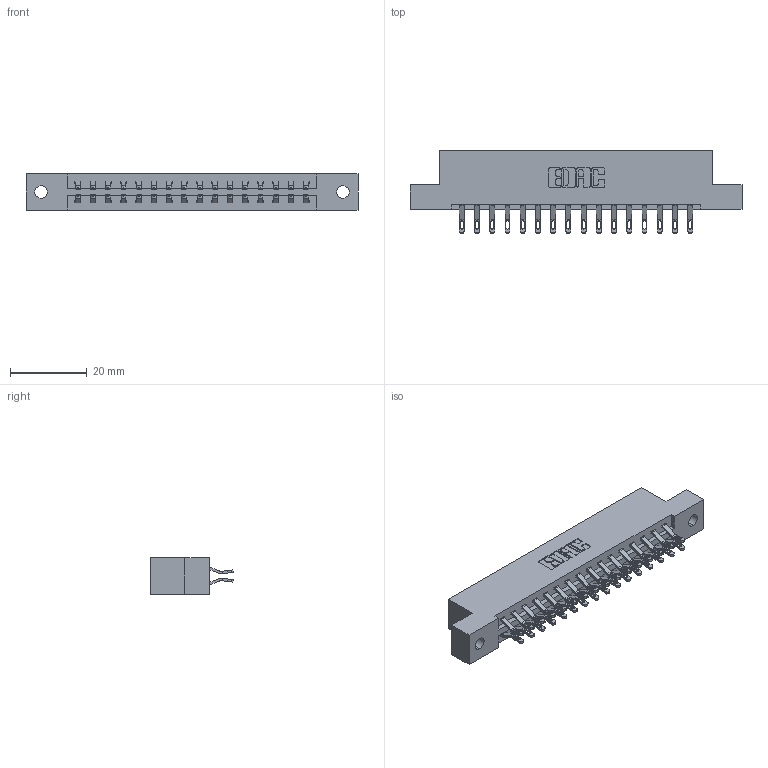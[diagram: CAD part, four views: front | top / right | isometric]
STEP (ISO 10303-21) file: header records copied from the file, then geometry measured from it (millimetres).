
FILE_DESCRIPTION (( 'STEP AP203' ), '1' );
FILE_NAME ('337-032-555-202.STEP', '2018-08-07T06:49:20', ( '' ), ( '' ), 'SwSTEP 2.0', 'SolidWorks 2016', '' );
FILE_SCHEMA (( 'CONFIG_CONTROL_DESIGN' ));
Length unit declared in the file: inch
Products named in the file (3): 337 Part_Flush Mounting Lugs - 0.128 Dia; 345-292-001_555 Tail; 337-032-555-202
Assembly tree (33 placements, depth 2):
  337-032-555-202
    337 Part_Flush Mounting Lugs - 0.128 Dia
    345-292-001_555 Tail  x32
Bounding box: 86.41 x 21.47 x 9.4 mm (x, y, z)
Volume: 8816.7 mm3; surface area: 9791.8 mm2
Topology: 33 solids, 33 shells, 2034 faces, 6359 edges, 4238 vertices
Faces by surface type: plane 1222, cylinder 812
Entity records: 16097 total; most frequent: CARTESIAN_POINT 2768, ORIENTED_EDGE 2674, DIRECTION 2373, EDGE_CURVE 1337, LINE 1189, VECTOR 1189, VERTEX_POINT 890, AXIS2_PLACEMENT_3D 592
